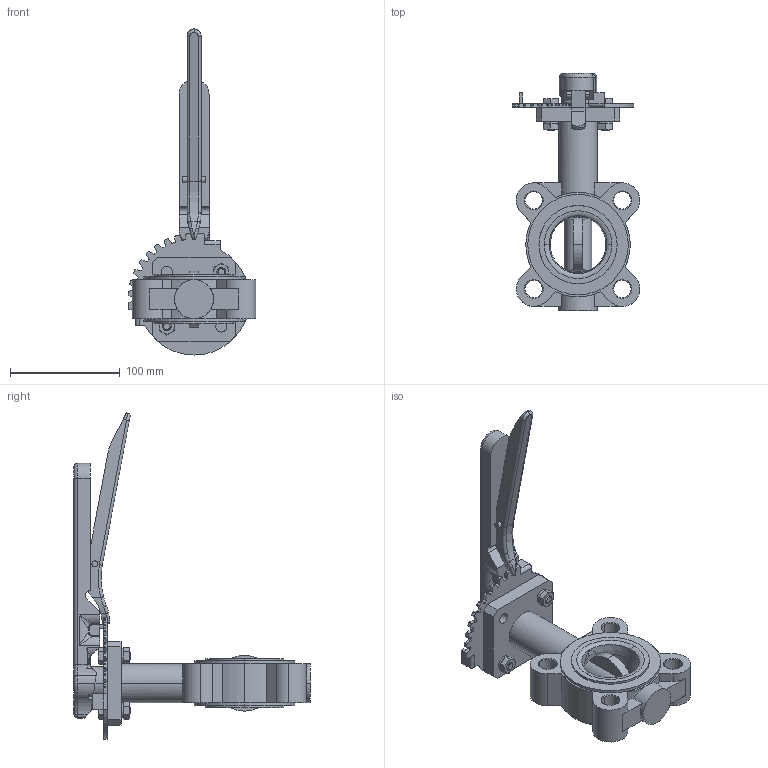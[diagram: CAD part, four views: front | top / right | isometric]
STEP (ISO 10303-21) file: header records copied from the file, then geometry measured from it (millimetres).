
FILE_DESCRIPTION (( 'STEP AP203' ), '1' );
FILE_NAME ('OEM-50-BV-L-316_REV_.step', '2025-11-20T00:58:29', ( '' ), ( '' ), 'SwSTEP 2.0', 'SolidWorks 2025', '' );
FILE_SCHEMA (( 'CONFIG_CONTROL_DESIGN' ));
Length unit declared in the file: millimetre
Products named in the file (1): OEM-50-BV-L-316_REV_
Bounding box: 115.94 x 215.48 x 296.6 mm (x, y, z)
Volume: 642285 mm3; surface area: 158924.8 mm2
Topology: 9 solids, 9 shells, 470 faces, 1201 edges, 757 vertices
Faces by surface type: cylinder 185, plane 171, cone 68, bspline 28, torus 17, sphere 1
Entity records: 18284 total; most frequent: CARTESIAN_POINT 7005, ORIENTED_EDGE 2390, DIRECTION 2315, EDGE_CURVE 1195, AXIS2_PLACEMENT_3D 887, VERTEX_POINT 757, LINE 541, VECTOR 541
